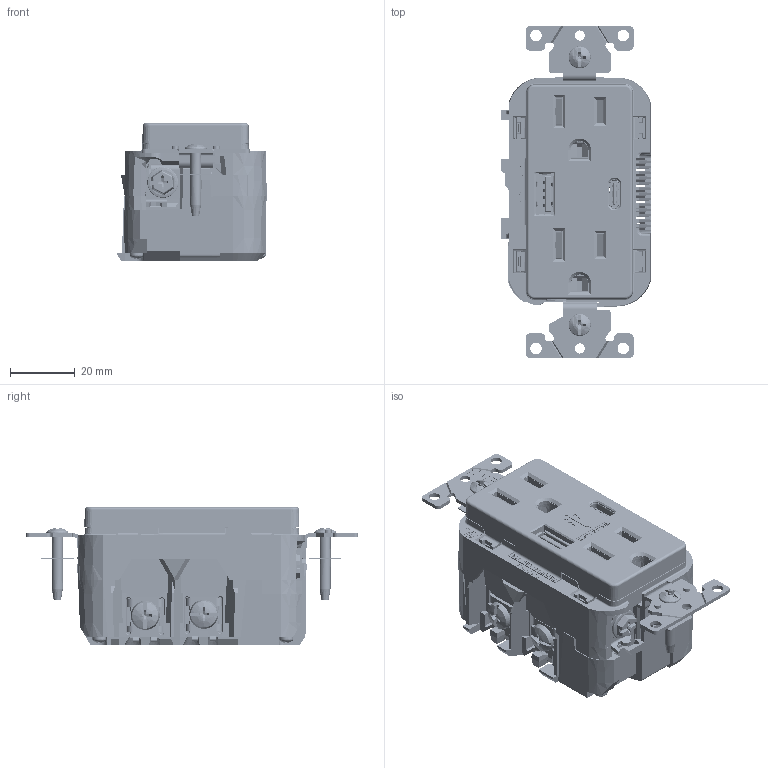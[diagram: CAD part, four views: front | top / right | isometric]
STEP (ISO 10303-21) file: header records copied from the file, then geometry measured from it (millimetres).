
FILE_DESCRIPTION (( 'STEP AP203' ), '1' );
FILE_NAME ('T5633.STEP', '2017-08-18T19:31:48', ( 'levadmin' ), ( '' ), 'SwSTEP 2.0', 'SolidWorks 2015', '' );
FILE_SCHEMA (( 'CONFIG_CONTROL_DESIGN' ));
Length unit declared in the file: inch
Products named in the file (1): T5633
Bounding box: 46.24 x 102.72 x 42.55 mm (x, y, z)
Volume: 43225 mm3; surface area: 69942.9 mm2
Topology: 8 solids, 14 shells, 8968 faces, 25216 edges, 16401 vertices
Faces by surface type: plane 6437, bspline 1251, cylinder 1023, cone 227, torus 30
Full cylindrical faces by diameter (mm): 0.6 x2, 0.66 x4, 0.7 x1, 1.27 x2, 1.398 x28, 2.032 x1, 2.184 x4, 2.362 x2, 2.54 x2, 3.15 x2, 3.302 x2, 3.327 x2, 3.404 x2, 3.556 x4, 3.81 x1, 4.064 x1, 4.166 x2, 4.293 x4, 4.826 x2, 5.486 x1, 5.537 x1, 5.588 x1, 6.858 x2
Entity records: 355469 total; most frequent: CARTESIAN_POINT 139977, ORIENTED_EDGE 49748, DIRECTION 36150, EDGE_CURVE 24874, VECTOR 18040, LINE 18040, VERTEX_POINT 16235, EDGE_LOOP 9689
